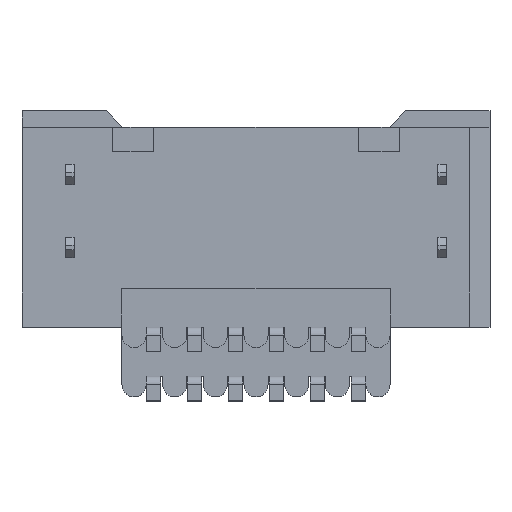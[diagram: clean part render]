
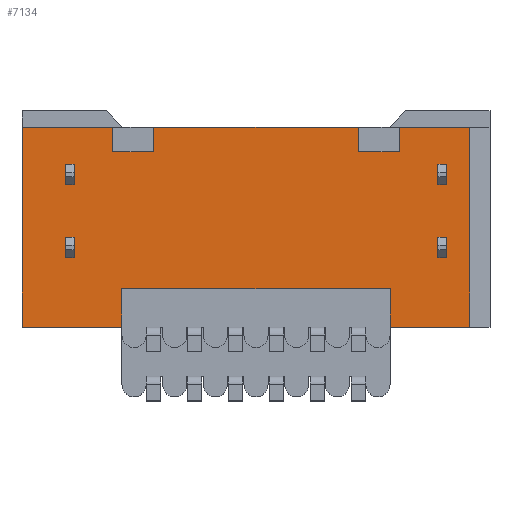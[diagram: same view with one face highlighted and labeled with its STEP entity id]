
A CAD part, top view. The second image highlights one B-rep face of the part: STEP entity #7134.
In plain terms, the highlighted planar face has unit normal (0, 0, 1).
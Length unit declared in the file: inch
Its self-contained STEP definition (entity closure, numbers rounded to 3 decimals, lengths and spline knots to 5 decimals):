
#186=ORIENTED_EDGE('',*,*,#2300,.F.);
#187=ORIENTED_EDGE('',*,*,#2301,.T.);
#188=ORIENTED_EDGE('',*,*,#2302,.F.);
#189=ORIENTED_EDGE('',*,*,#2303,.F.);
#190=ORIENTED_EDGE('',*,*,#2304,.F.);
#191=ORIENTED_EDGE('',*,*,#2305,.T.);
#192=ORIENTED_EDGE('',*,*,#2306,.F.);
#193=ORIENTED_EDGE('',*,*,#2307,.F.);
#194=ORIENTED_EDGE('',*,*,#2308,.F.);
#195=ORIENTED_EDGE('',*,*,#2309,.T.);
#196=ORIENTED_EDGE('',*,*,#2310,.F.);
#197=ORIENTED_EDGE('',*,*,#2311,.F.);
#198=ORIENTED_EDGE('',*,*,#2312,.F.);
#199=ORIENTED_EDGE('',*,*,#2313,.T.);
#200=ORIENTED_EDGE('',*,*,#2314,.F.);
#201=ORIENTED_EDGE('',*,*,#2315,.F.);
#202=ORIENTED_EDGE('',*,*,#2316,.F.);
#203=ORIENTED_EDGE('',*,*,#2317,.T.);
#204=ORIENTED_EDGE('',*,*,#2318,.F.);
#205=ORIENTED_EDGE('',*,*,#2319,.F.);
#206=ORIENTED_EDGE('',*,*,#2320,.F.);
#207=ORIENTED_EDGE('',*,*,#2321,.T.);
#208=ORIENTED_EDGE('',*,*,#2322,.T.);
#209=ORIENTED_EDGE('',*,*,#2323,.T.);
#210=ORIENTED_EDGE('',*,*,#2324,.F.);
#211=ORIENTED_EDGE('',*,*,#2325,.F.);
#212=ORIENTED_EDGE('',*,*,#2326,.T.);
#213=ORIENTED_EDGE('',*,*,#2327,.T.);
#214=ORIENTED_EDGE('',*,*,#2328,.F.);
#215=ORIENTED_EDGE('',*,*,#2329,.T.);
#216=ORIENTED_EDGE('',*,*,#2330,.F.);
#217=ORIENTED_EDGE('',*,*,#2331,.F.);
#2300=EDGE_CURVE('',#3357,#3358,#4064,.T.);
#2301=EDGE_CURVE('',#3357,#3359,#4065,.T.);
#2302=EDGE_CURVE('',#3360,#3359,#4066,.T.);
#2303=EDGE_CURVE('',#3358,#3360,#4067,.T.);
#2304=EDGE_CURVE('',#3361,#3362,#4068,.T.);
#2305=EDGE_CURVE('',#3361,#3363,#4069,.T.);
#2306=EDGE_CURVE('',#3364,#3363,#4070,.T.);
#2307=EDGE_CURVE('',#3362,#3364,#4071,.T.);
#2308=EDGE_CURVE('',#3365,#3366,#4072,.T.);
#2309=EDGE_CURVE('',#3365,#3367,#4073,.T.);
#2310=EDGE_CURVE('',#3368,#3367,#4074,.T.);
#2311=EDGE_CURVE('',#3366,#3368,#4075,.T.);
#2312=EDGE_CURVE('',#3369,#3370,#4076,.T.);
#2313=EDGE_CURVE('',#3369,#3371,#4077,.T.);
#2314=EDGE_CURVE('',#3372,#3371,#4078,.T.);
#2315=EDGE_CURVE('',#3370,#3372,#4079,.T.);
#2316=EDGE_CURVE('',#3373,#3374,#4080,.T.);
#2317=EDGE_CURVE('',#3373,#3375,#4081,.T.);
#2318=EDGE_CURVE('',#3376,#3375,#4082,.T.);
#2319=EDGE_CURVE('',#3377,#3376,#4083,.T.);
#2320=EDGE_CURVE('',#3378,#3377,#4084,.T.);
#2321=EDGE_CURVE('',#3378,#3379,#4085,.T.);
#2322=EDGE_CURVE('',#3379,#3380,#4086,.T.);
#2323=EDGE_CURVE('',#3380,#3381,#4087,.T.);
#2324=EDGE_CURVE('',#3382,#3381,#4088,.T.);
#2325=EDGE_CURVE('',#3383,#3382,#4089,.T.);
#2326=EDGE_CURVE('',#3383,#3384,#4090,.T.);
#2327=EDGE_CURVE('',#3384,#3385,#4091,.T.);
#2328=EDGE_CURVE('',#3386,#3385,#4092,.T.);
#2329=EDGE_CURVE('',#3386,#3387,#4093,.T.);
#2330=EDGE_CURVE('',#3388,#3387,#4094,.T.);
#2331=EDGE_CURVE('',#3374,#3388,#4095,.T.);
#3357=VERTEX_POINT('',#9972);
#3358=VERTEX_POINT('',#9973);
#3359=VERTEX_POINT('',#9975);
#3360=VERTEX_POINT('',#9977);
#3361=VERTEX_POINT('',#9980);
#3362=VERTEX_POINT('',#9981);
#3363=VERTEX_POINT('',#9983);
#3364=VERTEX_POINT('',#9985);
#3365=VERTEX_POINT('',#9988);
#3366=VERTEX_POINT('',#9989);
#3367=VERTEX_POINT('',#9991);
#3368=VERTEX_POINT('',#9993);
#3369=VERTEX_POINT('',#9996);
#3370=VERTEX_POINT('',#9997);
#3371=VERTEX_POINT('',#9999);
#3372=VERTEX_POINT('',#10001);
#3373=VERTEX_POINT('',#10004);
#3374=VERTEX_POINT('',#10005);
#3375=VERTEX_POINT('',#10007);
#3376=VERTEX_POINT('',#10009);
#3377=VERTEX_POINT('',#10011);
#3378=VERTEX_POINT('',#10013);
#3379=VERTEX_POINT('',#10015);
#3380=VERTEX_POINT('',#10017);
#3381=VERTEX_POINT('',#10019);
#3382=VERTEX_POINT('',#10021);
#3383=VERTEX_POINT('',#10023);
#3384=VERTEX_POINT('',#10025);
#3385=VERTEX_POINT('',#10027);
#3386=VERTEX_POINT('',#10029);
#3387=VERTEX_POINT('',#10031);
#3388=VERTEX_POINT('',#10033);
#4064=LINE('',#9971,#5021);
#4065=LINE('',#9974,#5022);
#4066=LINE('',#9976,#5023);
#4067=LINE('',#9978,#5024);
#4068=LINE('',#9979,#5025);
#4069=LINE('',#9982,#5026);
#4070=LINE('',#9984,#5027);
#4071=LINE('',#9986,#5028);
#4072=LINE('',#9987,#5029);
#4073=LINE('',#9990,#5030);
#4074=LINE('',#9992,#5031);
#4075=LINE('',#9994,#5032);
#4076=LINE('',#9995,#5033);
#4077=LINE('',#9998,#5034);
#4078=LINE('',#10000,#5035);
#4079=LINE('',#10002,#5036);
#4080=LINE('',#10003,#5037);
#4081=LINE('',#10006,#5038);
#4082=LINE('',#10008,#5039);
#4083=LINE('',#10010,#5040);
#4084=LINE('',#10012,#5041);
#4085=LINE('',#10014,#5042);
#4086=LINE('',#10016,#5043);
#4087=LINE('',#10018,#5044);
#4088=LINE('',#10020,#5045);
#4089=LINE('',#10022,#5046);
#4090=LINE('',#10024,#5047);
#4091=LINE('',#10026,#5048);
#4092=LINE('',#10028,#5049);
#4093=LINE('',#10030,#5050);
#4094=LINE('',#10032,#5051);
#4095=LINE('',#10034,#5052);
#5021=VECTOR('',#8044,39.37008);
#5022=VECTOR('',#8045,39.37008);
#5023=VECTOR('',#8046,39.37008);
#5024=VECTOR('',#8047,39.37008);
#5025=VECTOR('',#8048,39.37008);
#5026=VECTOR('',#8049,39.37008);
#5027=VECTOR('',#8050,39.37008);
#5028=VECTOR('',#8051,39.37008);
#5029=VECTOR('',#8052,39.37008);
#5030=VECTOR('',#8053,39.37008);
#5031=VECTOR('',#8054,39.37008);
#5032=VECTOR('',#8055,39.37008);
#5033=VECTOR('',#8056,39.37008);
#5034=VECTOR('',#8057,39.37008);
#5035=VECTOR('',#8058,39.37008);
#5036=VECTOR('',#8059,39.37008);
#5037=VECTOR('',#8060,39.37008);
#5038=VECTOR('',#8061,39.37008);
#5039=VECTOR('',#8062,39.37008);
#5040=VECTOR('',#8063,39.37008);
#5041=VECTOR('',#8064,39.37008);
#5042=VECTOR('',#8065,39.37008);
#5043=VECTOR('',#8066,39.37008);
#5044=VECTOR('',#8067,39.37008);
#5045=VECTOR('',#8068,39.37008);
#5046=VECTOR('',#8069,39.37008);
#5047=VECTOR('',#8070,39.37008);
#5048=VECTOR('',#8071,39.37008);
#5049=VECTOR('',#8072,39.37008);
#5050=VECTOR('',#8073,39.37008);
#5051=VECTOR('',#8074,39.37008);
#5052=VECTOR('',#8075,39.37008);
#5978=EDGE_LOOP('',(#186,#187,#188,#189));
#5979=EDGE_LOOP('',(#190,#191,#192,#193));
#5980=EDGE_LOOP('',(#194,#195,#196,#197));
#5981=EDGE_LOOP('',(#198,#199,#200,#201));
#5982=EDGE_LOOP('',(#202,#203,#204,#205,#206,#207,#208,#209,#210,#211,#212,
#213,#214,#215,#216,#217));
#6390=FACE_BOUND('',#5978,.T.);
#6391=FACE_BOUND('',#5979,.T.);
#6392=FACE_BOUND('',#5980,.T.);
#6393=FACE_BOUND('',#5981,.T.);
#6394=FACE_BOUND('',#5982,.T.);
#6802=PLANE('',#7555);
#7134=ADVANCED_FACE('',(#6390,#6391,#6392,#6393,#6394),#6802,.F.);
#7555=AXIS2_PLACEMENT_3D('',#9970,#8042,#8043);
#8042=DIRECTION('',(0.,0.,-1.));
#8043=DIRECTION('',(-1.,0.,0.));
#8044=DIRECTION('',(-1.,0.,0.));
#8045=DIRECTION('',(0.,-1.,0.));
#8046=DIRECTION('',(1.,0.,0.));
#8047=DIRECTION('',(0.,-1.,0.));
#8048=DIRECTION('',(-1.,0.,0.));
#8049=DIRECTION('',(0.,-1.,0.));
#8050=DIRECTION('',(1.,0.,0.));
#8051=DIRECTION('',(0.,-1.,0.));
#8052=DIRECTION('',(-1.,0.,0.));
#8053=DIRECTION('',(0.,-1.,0.));
#8054=DIRECTION('',(1.,0.,0.));
#8055=DIRECTION('',(0.,-1.,0.));
#8056=DIRECTION('',(-1.,0.,0.));
#8057=DIRECTION('',(0.,-1.,0.));
#8058=DIRECTION('',(1.,0.,0.));
#8059=DIRECTION('',(0.,-1.,0.));
#8060=DIRECTION('',(0.,-1.,0.));
#8061=DIRECTION('',(-1.,0.,0.));
#8062=DIRECTION('',(0.,1.,0.));
#8063=DIRECTION('',(1.,0.,0.));
#8064=DIRECTION('',(0.,-1.,0.));
#8065=DIRECTION('',(-1.,0.,0.));
#8066=DIRECTION('',(0.,-1.,0.));
#8067=DIRECTION('',(1.,0.,0.));
#8068=DIRECTION('',(0.,-1.,0.));
#8069=DIRECTION('',(-1.,0.,0.));
#8070=DIRECTION('',(0.,-1.,0.));
#8071=DIRECTION('',(1.,0.,0.));
#8072=DIRECTION('',(0.,-1.,0.));
#8073=DIRECTION('',(-1.,0.,0.));
#8074=DIRECTION('',(0.,1.,0.));
#8075=DIRECTION('',(1.,0.,0.));
#9970=CARTESIAN_POINT('',(-0.2855,0.264,0.1125));
#9971=CARTESIAN_POINT('',(-0.2855,0.1985,0.1125));
#9972=CARTESIAN_POINT('',(0.232,0.1985,0.1125));
#9973=CARTESIAN_POINT('',(0.222,0.1985,0.1125));
#9974=CARTESIAN_POINT('',(0.232,0.264,0.1125));
#9975=CARTESIAN_POINT('',(0.232,0.1735,0.1125));
#9976=CARTESIAN_POINT('',(-0.2855,0.1735,0.1125));
#9977=CARTESIAN_POINT('',(0.222,0.1735,0.1125));
#9978=CARTESIAN_POINT('',(0.222,0.264,0.1125));
#9979=CARTESIAN_POINT('',(-0.2855,0.1095,0.1125));
#9980=CARTESIAN_POINT('',(0.232,0.1095,0.1125));
#9981=CARTESIAN_POINT('',(0.222,0.1095,0.1125));
#9982=CARTESIAN_POINT('',(0.232,0.264,0.1125));
#9983=CARTESIAN_POINT('',(0.232,0.0845,0.1125));
#9984=CARTESIAN_POINT('',(-0.2855,0.0845,0.1125));
#9985=CARTESIAN_POINT('',(0.222,0.0845,0.1125));
#9986=CARTESIAN_POINT('',(0.222,0.264,0.1125));
#9987=CARTESIAN_POINT('',(-0.2855,0.1985,0.1125));
#9988=CARTESIAN_POINT('',(-0.222,0.1985,0.1125));
#9989=CARTESIAN_POINT('',(-0.232,0.1985,0.1125));
#9990=CARTESIAN_POINT('',(-0.222,0.264,0.1125));
#9991=CARTESIAN_POINT('',(-0.222,0.1735,0.1125));
#9992=CARTESIAN_POINT('',(-0.2855,0.1735,0.1125));
#9993=CARTESIAN_POINT('',(-0.232,0.1735,0.1125));
#9994=CARTESIAN_POINT('',(-0.232,0.264,0.1125));
#9995=CARTESIAN_POINT('',(-0.2855,0.1095,0.1125));
#9996=CARTESIAN_POINT('',(-0.222,0.1095,0.1125));
#9997=CARTESIAN_POINT('',(-0.232,0.1095,0.1125));
#9998=CARTESIAN_POINT('',(-0.222,0.264,0.1125));
#9999=CARTESIAN_POINT('',(-0.222,0.0845,0.1125));
#10000=CARTESIAN_POINT('',(-0.2855,0.0845,0.1125));
#10001=CARTESIAN_POINT('',(-0.232,0.0845,0.1125));
#10002=CARTESIAN_POINT('',(-0.232,0.264,0.1125));
#10003=CARTESIAN_POINT('',(0.125,0.264,0.1125));
#10004=CARTESIAN_POINT('',(0.125,0.244,0.1125));
#10005=CARTESIAN_POINT('',(0.125,0.214,0.1125));
#10006=CARTESIAN_POINT('',(0.4,0.244,0.1125));
#10007=CARTESIAN_POINT('',(-0.125,0.244,0.1125));
#10008=CARTESIAN_POINT('',(-0.125,0.264,0.1125));
#10009=CARTESIAN_POINT('',(-0.125,0.214,0.1125));
#10010=CARTESIAN_POINT('',(-0.2855,0.214,0.1125));
#10011=CARTESIAN_POINT('',(-0.175,0.214,0.1125));
#10012=CARTESIAN_POINT('',(-0.175,0.264,0.1125));
#10013=CARTESIAN_POINT('',(-0.175,0.244,0.1125));
#10014=CARTESIAN_POINT('',(0.4,0.244,0.1125));
#10015=CARTESIAN_POINT('',(-0.2855,0.244,0.1125));
#10016=CARTESIAN_POINT('',(-0.2855,0.264,0.1125));
#10017=CARTESIAN_POINT('',(-0.2855,0.,0.1125));
#10018=CARTESIAN_POINT('',(-0.2855,0.,0.1125));
#10019=CARTESIAN_POINT('',(-0.1635,0.,0.1125));
#10020=CARTESIAN_POINT('',(-0.1635,0.047,0.1125));
#10021=CARTESIAN_POINT('',(-0.1635,0.047,0.1125));
#10022=CARTESIAN_POINT('',(0.1635,0.047,0.1125));
#10023=CARTESIAN_POINT('',(0.1635,0.047,0.1125));
#10024=CARTESIAN_POINT('',(0.1635,0.047,0.1125));
#10025=CARTESIAN_POINT('',(0.1635,0.,0.1125));
#10026=CARTESIAN_POINT('',(-0.2855,0.,0.1125));
#10027=CARTESIAN_POINT('',(0.2605,0.,0.1125));
#10028=CARTESIAN_POINT('',(0.2605,0.264,0.1125));
#10029=CARTESIAN_POINT('',(0.2605,0.244,0.1125));
#10030=CARTESIAN_POINT('',(0.4,0.244,0.1125));
#10031=CARTESIAN_POINT('',(0.175,0.244,0.1125));
#10032=CARTESIAN_POINT('',(0.175,0.264,0.1125));
#10033=CARTESIAN_POINT('',(0.175,0.214,0.1125));
#10034=CARTESIAN_POINT('',(-0.2855,0.214,0.1125));
